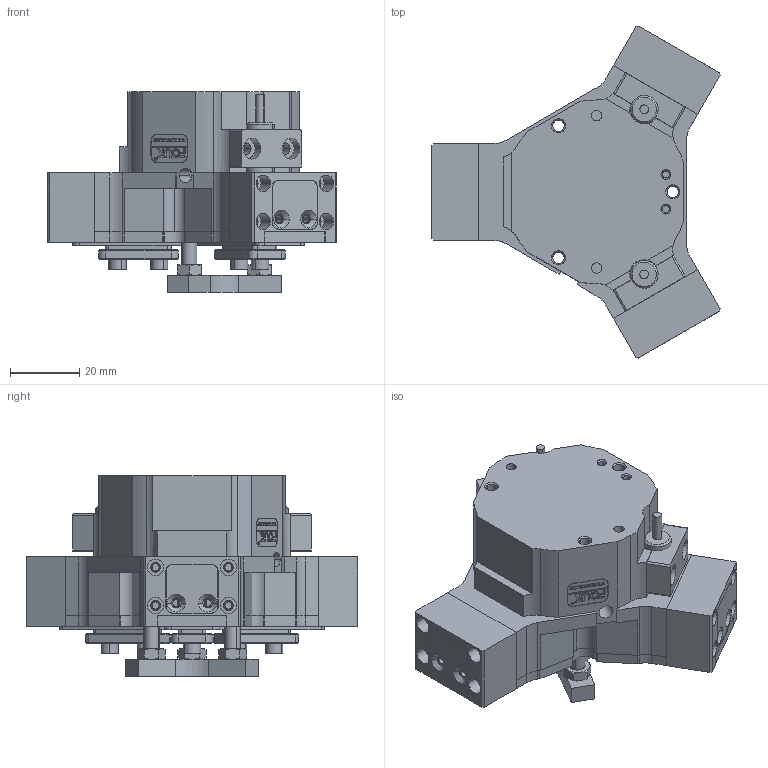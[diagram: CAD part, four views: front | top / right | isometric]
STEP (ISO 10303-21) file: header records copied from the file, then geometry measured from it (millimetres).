
FILE_DESCRIPTION (( 'STEP AP203' ), '1' );
FILE_NAME ('TZ33-74-L-C18-P.STEP', '2024-11-27T07:01:52', ( 'USER-' ), ( 'Microsoft' ), 'SwSTEP 2.0', 'SolidWorks 2018', '' );
FILE_SCHEMA (( 'CONFIG_CONTROL_DESIGN' ));
Length unit declared in the file: millimetre
Products named in the file (18): 8-18換覜ん; TZ33-74-L-14 忒硌薊啣; GB╱T 6170-2015[1型六角螺母M4]; 潔擒13羲壽揤极; TZ33-74-L-12 耜猾极; TZ33-74-L杅耀.sldasm-Part-12; 埴翐芛_GB_FASTENER_SCREWS_HSHCS M2X8-N; TZ33-74-L-C18-P; 12x8-R2; TZ33三叶内置推板; 揤輸杅耀.sldasm-Part-9; 揤輸蚾饜极; 5x3-10种杶; TZ33-74-L杅耀.sldasm-Part-1; TZ33-74-L-15 耜猾苤裔; TZ33囀离芢裝; TZ33-74-L-13 移动挡板(默认); TZ33-74-L-11奻葡裔啣
Assembly tree (40 placements, depth 3):
  TZ33-74-L-C18-P
    潔擒13羲壽揤极  x2
    5x3-10种杶  x6
    TZ33囀离芢裝  x3
    TZ33三叶内置推板
    8-18換覜ん  x2
    TZ33-74-L-11奻葡裔啣
    TZ33-74-L-12 耜猾极  x3
    TZ33-74-L-15 耜猾苤裔  x3
    TZ33-74-L-14 忒硌薊啣  x3
    TZ33-74-L-13 移动挡板(默认)  x3
    GB╱T 6170-2015[1型六角螺母M4]  x3
    TZ33-74-L杅耀.sldasm-Part-12
    TZ33-74-L杅耀.sldasm-Part-1  x3
    揤輸蚾饜极  x2
      揤輸杅耀.sldasm-Part-9
      埴翐芛_GB_FASTENER_SCREWS_HSHCS M2X8-N
    12x8-R2
Bounding box: 83.12 x 95.77 x 58 mm (x, y, z)
Volume: 122989.5 mm3; surface area: 61513.5 mm2
Topology: 41 solids, 55 shells, 2125 faces, 5344 edges, 3385 vertices
Faces by surface type: plane 918, cylinder 656, cone 388, bspline 155, torus 8
Entity records: 49429 total; most frequent: CARTESIAN_POINT 13673, ORIENTED_EDGE 6978, DIRECTION 6701, EDGE_CURVE 3489, AXIS2_PLACEMENT_3D 2296, VERTEX_POINT 2264, VECTOR 2109, LINE 2109
